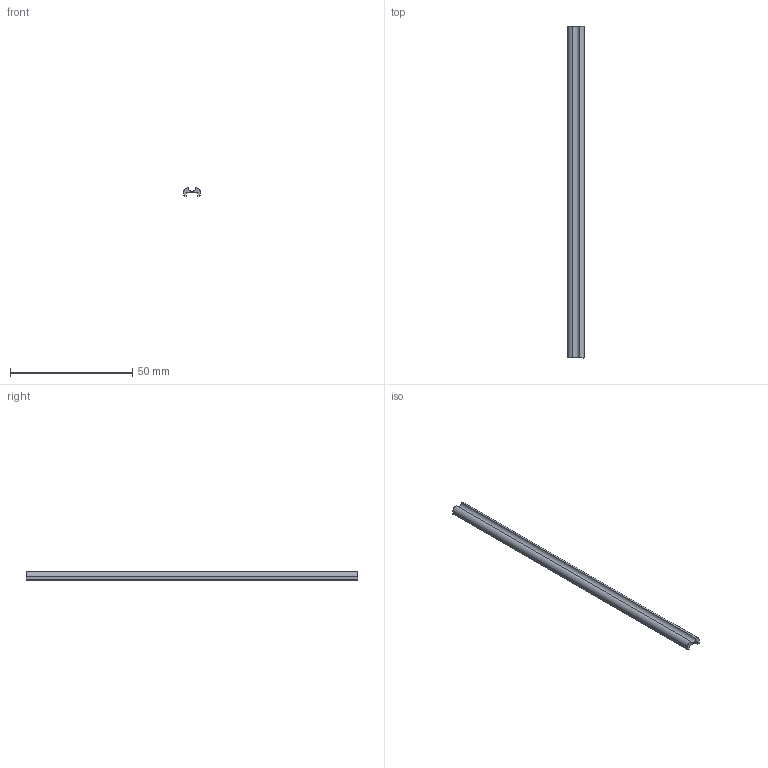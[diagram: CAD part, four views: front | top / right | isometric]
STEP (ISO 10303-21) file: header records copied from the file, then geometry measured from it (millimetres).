
FILE_DESCRIPTION(/* description */ (''),/* implementation_level */ '2;1');
FILE_NAME(/* name */ 'SideHalf.step',/* time_stamp */ '2026-02-16T16:47:35+01:00',/* author */ (''),/* organization */ (''),/* preprocessor_version */ 'ST-DEVELOPER v20.1',/* originating_system */ 'Autodesk Translation Framework v14.24.0.0',/* authorisation */ '');
FILE_SCHEMA (('AUTOMOTIVE_DESIGN { 1 0 10303 214 3 1 1 }'));
Length unit declared in the file: millimetre
Products named in the file (1): FilaManager
Bounding box: 6.8 x 136 x 3.5 mm (x, y, z)
Volume: 1528.9 mm3; surface area: 3172.4 mm2
Topology: 1 solids, 1 shells, 14 faces, 36 edges, 24 vertices
Faces by surface type: plane 9, cylinder 5
Entity records: 470 total; most frequent: DIRECTION 76, CARTESIAN_POINT 75, ORIENTED_EDGE 72, EDGE_CURVE 36, LINE 26, VECTOR 26, AXIS2_PLACEMENT_3D 25, VERTEX_POINT 24
